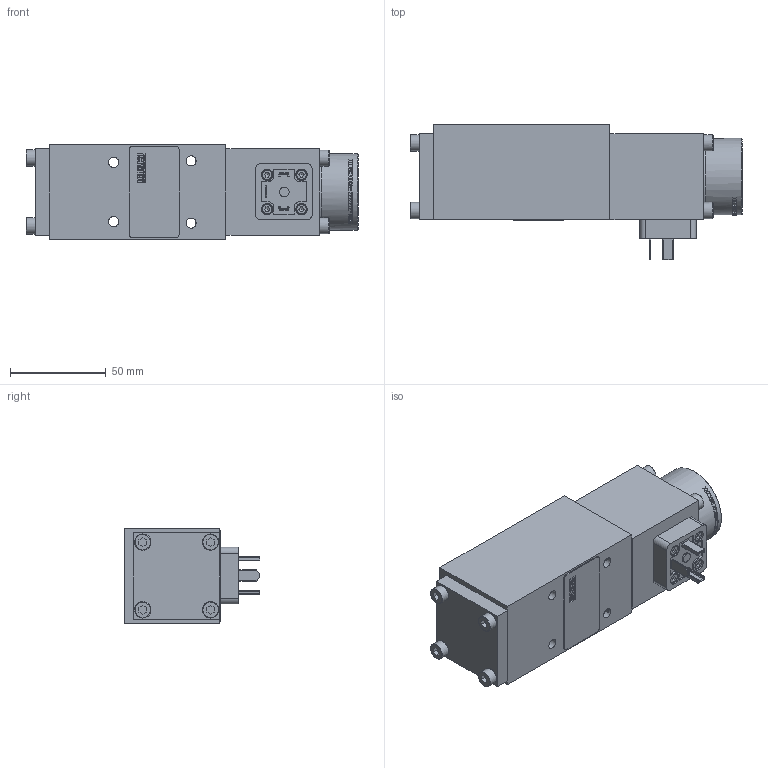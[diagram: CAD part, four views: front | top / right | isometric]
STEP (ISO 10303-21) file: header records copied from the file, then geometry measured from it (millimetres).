
FILE_DESCRIPTION (( 'STEP AP214' ), '1' );
FILE_NAME ('WV700-6-3_2_C.STEP', '2022-02-01T14:14:21', ( '' ), ( '' ), 'SwSTEP 2.0', 'SolidWorks 2020', '' );
FILE_SCHEMA (( 'AUTOMOTIVE_DESIGN' ));
Length unit declared in the file: millimetre
Products named in the file (1): WV700-6-3_2_C
Bounding box: 173.5 x 71 x 50 mm (x, y, z)
Volume: 373075.9 mm3; surface area: 45726.5 mm2
Topology: 1 solids, 6 shells, 1021 faces, 2635 edges, 1705 vertices
Faces by surface type: plane 584, bspline 277, cylinder 131, cone 29
Full cylindrical faces by diameter (mm): 3 x1, 4 x1, 4.2 x4, 5 x1, 5.3 x4, 5.5 x4, 5.9 x3, 6 x4, 8.5 x8, 9.365 x1, 9.449 x1, 9.471 x1, 9.597 x1, 9.811 x1, 9.911 x1, 9.92 x1, 9.952 x1, 12.35 x4, 14.5 x1, 40 x1
Entity records: 52239 total; most frequent: CARTESIAN_POINT 19126, ORIENTED_EDGE 4980, DIRECTION 3849, EDGE_CURVE 2490, VERTEX_POINT 1661, LINE 1559, VECTOR 1559, EDGE_LOOP 1209
